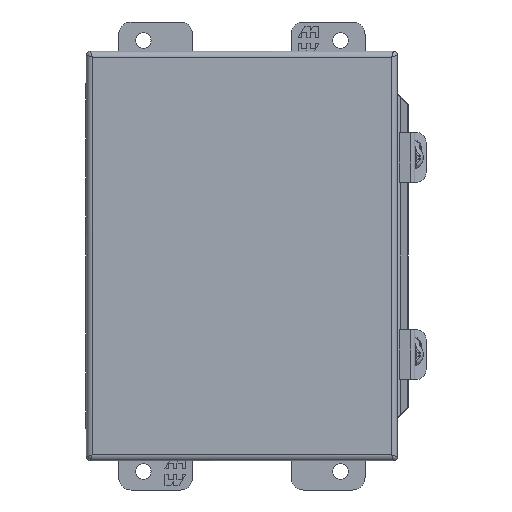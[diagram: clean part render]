
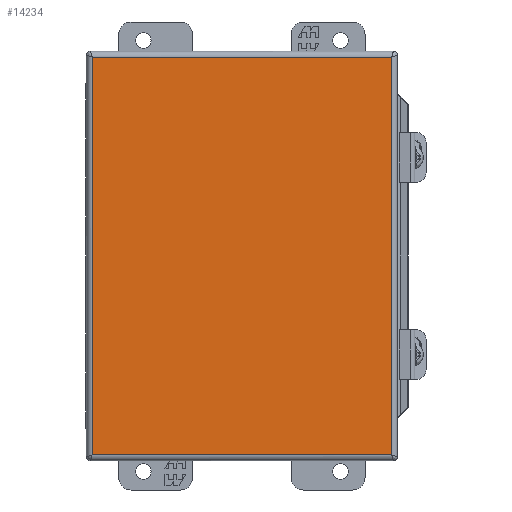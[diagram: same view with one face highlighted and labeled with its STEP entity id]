
A CAD part, front view. The second image highlights one B-rep face of the part: STEP entity #14234.
In plain terms, the highlighted planar face has unit normal (0, -1, 0).
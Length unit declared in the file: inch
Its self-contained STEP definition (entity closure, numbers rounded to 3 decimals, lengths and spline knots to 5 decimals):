
#591 = ORIENTED_EDGE ( 'NONE', *, *, #7104, .T. ) ;
#2157 = ORIENTED_EDGE ( 'NONE', *, *, #29238, .T. ) ;
#2170 = CARTESIAN_POINT ( 'NONE',  ( 3.0378, -3.69685, 4.0378 ) ) ;
#2483 = CARTESIAN_POINT ( 'NONE',  ( 3.0378, -3.69685, 4.15591 ) ) ;
#3448 = DIRECTION ( 'NONE',  ( 0., -1., 0. ) ) ;
#4258 = CARTESIAN_POINT ( 'NONE',  ( -3.0378, -3.69685, 4.0378 ) ) ;
#4929 = ORIENTED_EDGE ( 'NONE', *, *, #20029, .T. ) ;
#5585 = VECTOR ( 'NONE', #19506, 39.37008 ) ;
#7099 = LINE ( 'NONE', #2483, #26702 ) ;
#7104 = EDGE_CURVE ( 'NONE', #16761, #19227, #23702, .T. ) ;
#7250 = CARTESIAN_POINT ( 'NONE',  ( -3.0378, -3.69685, -4.15591 ) ) ;
#8700 = CARTESIAN_POINT ( 'NONE',  ( -3.0378, -3.69685, -4.0378 ) ) ;
#9541 = LINE ( 'NONE', #7250, #5585 ) ;
#12082 = VECTOR ( 'NONE', #27680, 39.37008 ) ;
#13158 = PLANE ( 'NONE',  #19718 ) ;
#14234 = ADVANCED_FACE ( 'NONE', ( #29041 ), #13158, .T. ) ;
#16761 = VERTEX_POINT ( 'NONE', #8700 ) ;
#16825 = VECTOR ( 'NONE', #19815, 39.37008 ) ;
#17099 = CARTESIAN_POINT ( 'NONE',  ( -3.15591, -3.69685, 4.0378 ) ) ;
#18012 = LINE ( 'NONE', #17099, #12082 ) ;
#18686 = CARTESIAN_POINT ( 'NONE',  ( 0., -3.69685, 0. ) ) ;
#19227 = VERTEX_POINT ( 'NONE', #24610 ) ;
#19404 = VERTEX_POINT ( 'NONE', #4258 ) ;
#19506 = DIRECTION ( 'NONE',  ( 0., 0., -1. ) ) ;
#19718 = AXIS2_PLACEMENT_3D ( 'NONE', #18686, #3448, #23892 ) ;
#19815 = DIRECTION ( 'NONE',  ( 1., 0., 0. ) ) ;
#20029 = EDGE_CURVE ( 'NONE', #32003, #19404, #18012, .T. ) ;
#20240 = EDGE_LOOP ( 'NONE', ( #29494, #591, #2157, #4929 ) ) ;
#22839 = DIRECTION ( 'NONE',  ( 0., 0., 1. ) ) ;
#23702 = LINE ( 'NONE', #32680, #16825 ) ;
#23892 = DIRECTION ( 'NONE',  ( 0., 0., -1. ) ) ;
#24610 = CARTESIAN_POINT ( 'NONE',  ( 3.0378, -3.69685, -4.0378 ) ) ;
#26702 = VECTOR ( 'NONE', #22839, 39.37008 ) ;
#27680 = DIRECTION ( 'NONE',  ( -1., 0., 0. ) ) ;
#29041 = FACE_OUTER_BOUND ( 'NONE', #20240, .T. ) ;
#29238 = EDGE_CURVE ( 'NONE', #19227, #32003, #7099, .T. ) ;
#29494 = ORIENTED_EDGE ( 'NONE', *, *, #31543, .T. ) ;
#31543 = EDGE_CURVE ( 'NONE', #19404, #16761, #9541, .T. ) ;
#32003 = VERTEX_POINT ( 'NONE', #2170 ) ;
#32680 = CARTESIAN_POINT ( 'NONE',  ( 3.15591, -3.69685, -4.0378 ) ) ;
